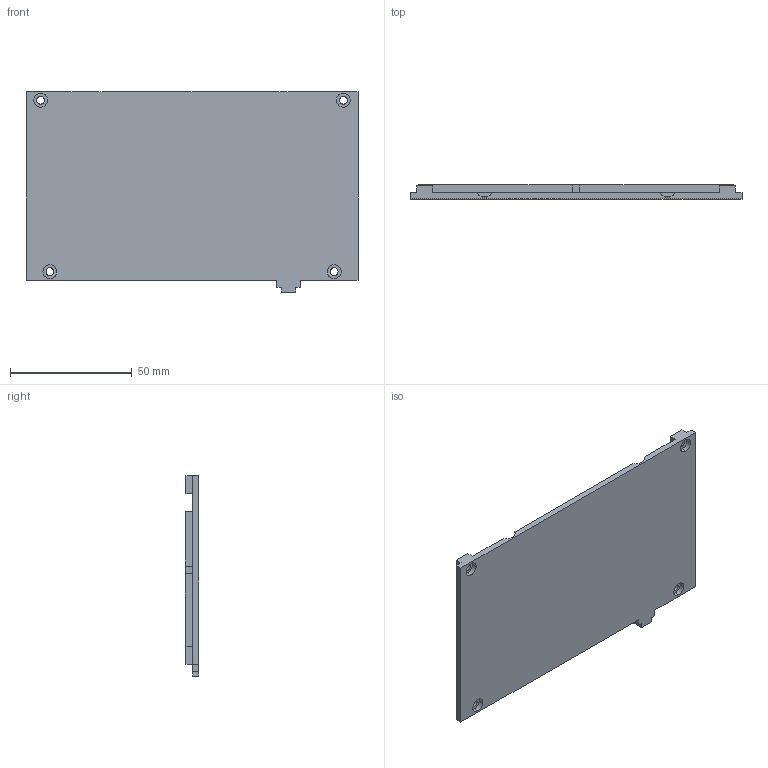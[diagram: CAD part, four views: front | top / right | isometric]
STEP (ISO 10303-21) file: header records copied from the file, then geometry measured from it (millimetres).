
FILE_DESCRIPTION (( 'STEP AP214' ), '1' );
FILE_NAME ('Top_panel.STEP', '2021-12-24T15:32:59', ( '' ), ( '' ), 'SwSTEP 2.0', 'SolidWorks 2020', '' );
FILE_SCHEMA (( 'AUTOMOTIVE_DESIGN' ));
Length unit declared in the file: inch
Products named in the file (1): Top_panel
Bounding box: 136.09 x 5.71 x 82.3 mm (x, y, z)
Volume: 27530 mm3; surface area: 24238 mm2
Topology: 1 solids, 1 shells, 75 faces, 202 edges, 134 vertices
Faces by surface type: plane 57, cylinder 18
Entity records: 2396 total; most frequent: CARTESIAN_POINT 412, ORIENTED_EDGE 404, DIRECTION 394, EDGE_CURVE 202, VECTOR 162, LINE 162, VERTEX_POINT 134, AXIS2_PLACEMENT_3D 116
